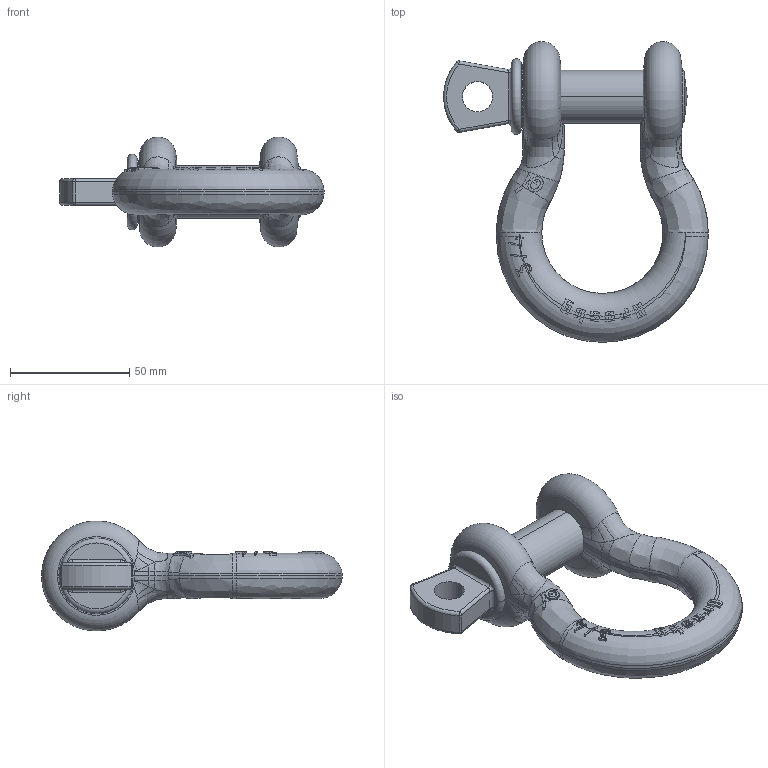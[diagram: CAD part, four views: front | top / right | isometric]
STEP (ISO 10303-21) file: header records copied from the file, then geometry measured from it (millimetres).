
FILE_DESCRIPTION((''),'2;1');
FILE_NAME('CROSBY_209_075','2003-11-18T',('adoughty'),('The Crosby Group, Inc.'),'PRO/ENGINEER BY PARAMETRIC TECHNOLOGY CORPORATION, 2001150','PRO/ENGINEER BY PARAMETRIC TECHNOLOGY CORPORATION, 2001150','');
FILE_SCHEMA(('CONFIG_CONTROL_DESIGN'));
Length unit declared in the file: inch
Products named in the file (1): CROSBY_209_075
Bounding box: 110.97 x 126.23 x 46.14 mm (x, y, z)
Volume: 123295.6 mm3; surface area: 29640.7 mm2
Topology: 2 solids, 2 shells, 323 faces, 855 edges, 533 vertices
Faces by surface type: plane 127, bspline 81, cylinder 35, revolution 33, cone 18, extrusion 15, torus 10, sphere 4
Entity records: 15130 total; most frequent: CARTESIAN_POINT 8177, ORIENTED_EDGE 1706, DIRECTION 994, EDGE_CURVE 853, VERTEX_POINT 533, B_SPLINE_CURVE_WITH_KNOTS 493, AXIS2_PLACEMENT_3D 344, EDGE_LOOP 328
